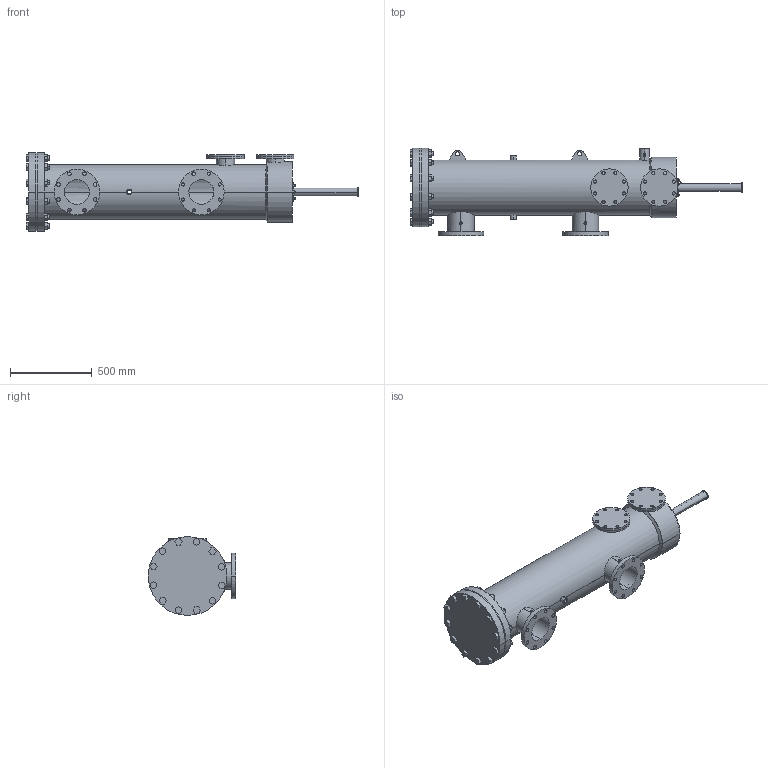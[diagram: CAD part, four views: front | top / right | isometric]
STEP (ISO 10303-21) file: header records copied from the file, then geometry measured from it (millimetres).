
FILE_DESCRIPTION (( 'STEP AP203' ), '1' );
FILE_NAME ('B6-FRP-180.STEP', '2020-09-17T14:03:50', ( '' ), ( '' ), 'SwSTEP 2.0', 'SolidWorks 2018', '' );
FILE_SCHEMA (( 'CONFIG_CONTROL_DESIGN' ));
Length unit declared in the file: inch
Products named in the file (1): B6-FRP-180
Bounding box: 2033.21 x 536.7 x 482.45 mm (x, y, z)
Volume: 27120322.2 mm3; surface area: 5611164.7 mm2
Topology: 43 solids, 43 shells, 655 faces, 1672 edges, 1112 vertices
Faces by surface type: cylinder 341, plane 310, cone 4
Entity records: 23165 total; most frequent: CARTESIAN_POINT 6386, DIRECTION 3494, ORIENTED_EDGE 3344, EDGE_CURVE 1672, AXIS2_PLACEMENT_3D 1282, VERTEX_POINT 1112, LINE 930, VECTOR 930
